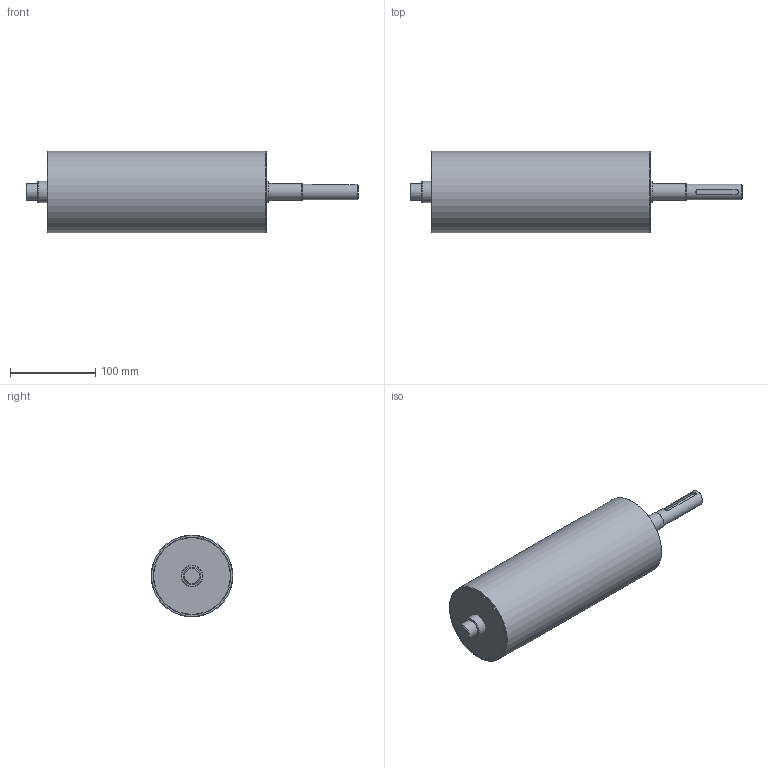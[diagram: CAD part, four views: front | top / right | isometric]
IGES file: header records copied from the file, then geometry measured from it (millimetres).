
Global section: file name: 904521.stp.ipt; native system: Autodesk Inventor 2014; preprocessor: unknown; author: zeman; date: 20151020.100259; units: millimetre
Bounding box: 389.5 x 96 x 96 mm (x, y, z)
Volume: 549232.6 mm3; surface area: 196278.5 mm2
Topology: 3 solids, 3 shells, 37 faces, 69 edges, 46 vertices
Faces by surface type: plane 16, cylinder 8, revolution 7, cone 6
Full cylindrical faces by diameter (mm): 18 x1, 20 x2, 25 x2, 90 x2, 96 x1
